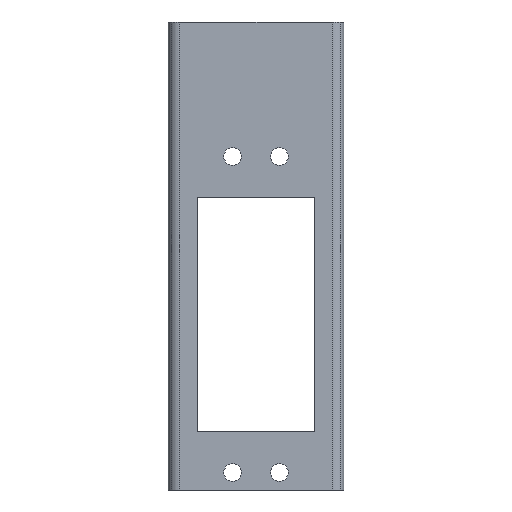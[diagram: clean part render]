
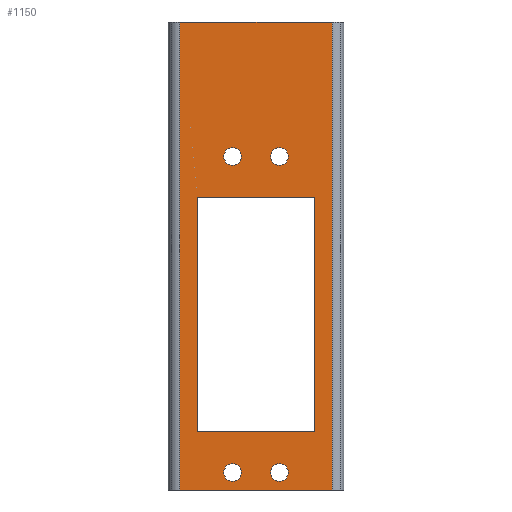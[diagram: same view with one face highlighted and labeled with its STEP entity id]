
A CAD part, front view. The second image highlights one B-rep face of the part: STEP entity #1150.
In plain terms, the highlighted planar face has unit normal (0, -1, 0).
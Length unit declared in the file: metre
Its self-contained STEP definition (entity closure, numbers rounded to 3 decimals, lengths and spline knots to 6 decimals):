
#2 = EDGE_CURVE ( 'NONE', #178, #1432, #142, .T. ) ;
#6 = CARTESIAN_POINT ( 'NONE',  ( 0., 0., 0. ) ) ;
#7 = CARTESIAN_POINT ( 'NONE',  ( -0.0155, 0., 0.007 ) ) ;
#19 = AXIS2_PLACEMENT_3D ( 'NONE', #1571, #1580, #1320 ) ;
#22 = VECTOR ( 'NONE', #1253, 1. ) ;
#23 = ORIENTED_EDGE ( 'NONE', *, *, #1116, .F. ) ;
#34 = EDGE_CURVE ( 'NONE', #1281, #76, #978, .T. ) ;
#35 = CARTESIAN_POINT ( 'NONE',  ( -0.006, 0., -0.047 ) ) ;
#42 = DIRECTION ( 'NONE',  ( 0., 1., 0. ) ) ;
#76 = VERTEX_POINT ( 'NONE', #923 ) ;
#86 = ORIENTED_EDGE ( 'NONE', *, *, #416, .T. ) ;
#89 = VERTEX_POINT ( 'NONE', #1175 ) ;
#96 = CARTESIAN_POINT ( 'NONE',  ( -0.025, 0., 0.03 ) ) ;
#131 = VERTEX_POINT ( 'NONE', #902 ) ;
#142 = LINE ( 'NONE', #6, #236 ) ;
#172 = EDGE_LOOP ( 'NONE', ( #1329, #591 ) ) ;
#174 = DIRECTION ( 'NONE',  ( 1., 0., 0. ) ) ;
#178 = VERTEX_POINT ( 'NONE', #349 ) ;
#191 = EDGE_CURVE ( 'NONE', #1432, #853, #1242, .T. ) ;
#209 = FACE_OUTER_BOUND ( 'NONE', #1392, .T. ) ;
#215 = DIRECTION ( 'NONE',  ( 1., 0., 0. ) ) ;
#221 = CARTESIAN_POINT ( 'NONE',  ( -0.02, 0., 0. ) ) ;
#225 = CARTESIAN_POINT ( 'NONE',  ( -0.023, 0., 0.03 ) ) ;
#236 = VECTOR ( 'NONE', #741, 1. ) ;
#239 = EDGE_CURVE ( 'NONE', #76, #1281, #263, .T. ) ;
#245 = VERTEX_POINT ( 'NONE', #408 ) ;
#263 = CIRCLE ( 'NONE', #478, 0.0015 ) ;
#285 = DIRECTION ( 'NONE',  ( 1., 0., 0. ) ) ;
#304 = CARTESIAN_POINT ( 'NONE',  ( -0.02, 0., -0.04 ) ) ;
#311 = VERTEX_POINT ( 'NONE', #376 ) ;
#346 = LINE ( 'NONE', #1219, #1049 ) ;
#349 = CARTESIAN_POINT ( 'NONE',  ( 0., 0., 0. ) ) ;
#356 = CIRCLE ( 'NONE', #19, 0.0015 ) ;
#359 = DIRECTION ( 'NONE',  ( 0., 1., 0. ) ) ;
#376 = CARTESIAN_POINT ( 'NONE',  ( -0.0075, 0., 0.007 ) ) ;
#401 = EDGE_LOOP ( 'NONE', ( #1621, #1526 ) ) ;
#408 = CARTESIAN_POINT ( 'NONE',  ( -0.0045, 0., 0.007 ) ) ;
#416 = EDGE_CURVE ( 'NONE', #89, #1534, #356, .T. ) ;
#417 = VECTOR ( 'NONE', #679, 1. ) ;
#427 = DIRECTION ( 'NONE',  ( 0., 0., -1. ) ) ;
#448 = VERTEX_POINT ( 'NONE', #453 ) ;
#453 = CARTESIAN_POINT ( 'NONE',  ( 0., 0., -0.04 ) ) ;
#472 = CIRCLE ( 'NONE', #1051, 0.0015 ) ;
#478 = AXIS2_PLACEMENT_3D ( 'NONE', #652, #1429, #1159 ) ;
#490 = DIRECTION ( 'NONE',  ( 1., 0., 0. ) ) ;
#508 = EDGE_CURVE ( 'NONE', #853, #448, #941, .T. ) ;
#519 = CIRCLE ( 'NONE', #727, 0.0015 ) ;
#538 = LINE ( 'NONE', #1190, #1017 ) ;
#541 = DIRECTION ( 'NONE',  ( 1., 0., 0. ) ) ;
#556 = LINE ( 'NONE', #791, #1080 ) ;
#570 = EDGE_CURVE ( 'NONE', #1156, #1629, #1495, .T. ) ;
#584 = ORIENTED_EDGE ( 'NONE', *, *, #1442, .F. ) ;
#591 = ORIENTED_EDGE ( 'NONE', *, *, #1347, .T. ) ;
#601 = DIRECTION ( 'NONE',  ( -1., 0., 0. ) ) ;
#606 = FACE_BOUND ( 'NONE', #172, .T. ) ;
#608 = ORIENTED_EDGE ( 'NONE', *, *, #1395, .F. ) ;
#631 = EDGE_CURVE ( 'NONE', #311, #245, #699, .T. ) ;
#634 = ORIENTED_EDGE ( 'NONE', *, *, #191, .F. ) ;
#646 = AXIS2_PLACEMENT_3D ( 'NONE', #1568, #42, #541 ) ;
#652 = CARTESIAN_POINT ( 'NONE',  ( -0.014, 0., 0.007 ) ) ;
#655 = ORIENTED_EDGE ( 'NONE', *, *, #570, .F. ) ;
#659 = VECTOR ( 'NONE', #1235, 1. ) ;
#666 = CARTESIAN_POINT ( 'NONE',  ( 0.003, 0., -0.05 ) ) ;
#668 = CARTESIAN_POINT ( 'NONE',  ( 0.003, 0., 0.03 ) ) ;
#669 = ORIENTED_EDGE ( 'NONE', *, *, #812, .F. ) ;
#679 = DIRECTION ( 'NONE',  ( 1., 0., 0. ) ) ;
#692 = CARTESIAN_POINT ( 'NONE',  ( -0.014, 0., -0.047 ) ) ;
#699 = CIRCLE ( 'NONE', #1183, 0.0015 ) ;
#714 = FACE_BOUND ( 'NONE', #719, .T. ) ;
#719 = EDGE_LOOP ( 'NONE', ( #1095, #927 ) ) ;
#727 = AXIS2_PLACEMENT_3D ( 'NONE', #35, #1002, #285 ) ;
#741 = DIRECTION ( 'NONE',  ( -1., 0., 0. ) ) ;
#779 = EDGE_LOOP ( 'NONE', ( #1094, #669, #1067, #634 ) ) ;
#791 = CARTESIAN_POINT ( 'NONE',  ( 0.003, 0., 0.01 ) ) ;
#804 = EDGE_CURVE ( 'NONE', #1534, #89, #519, .T. ) ;
#812 = EDGE_CURVE ( 'NONE', #448, #178, #1508, .T. ) ;
#817 = CARTESIAN_POINT ( 'NONE',  ( -0.023, 0., -0.05 ) ) ;
#836 = DIRECTION ( 'NONE',  ( 1., 0., 0. ) ) ;
#843 = PLANE ( 'NONE',  #1641 ) ;
#853 = VERTEX_POINT ( 'NONE', #1008 ) ;
#902 = CARTESIAN_POINT ( 'NONE',  ( -0.0155, 0., -0.047 ) ) ;
#922 = CARTESIAN_POINT ( 'NONE',  ( -0.02, 0., 0. ) ) ;
#923 = CARTESIAN_POINT ( 'NONE',  ( -0.0125, 0., 0.007 ) ) ;
#927 = ORIENTED_EDGE ( 'NONE', *, *, #34, .T. ) ;
#940 = CIRCLE ( 'NONE', #646, 0.0015 ) ;
#941 = LINE ( 'NONE', #304, #417 ) ;
#942 = CIRCLE ( 'NONE', #1365, 0.0015 ) ;
#959 = DIRECTION ( 'NONE',  ( 1., 0., 0. ) ) ;
#971 = FACE_BOUND ( 'NONE', #1350, .T. ) ;
#976 = EDGE_CURVE ( 'NONE', #245, #311, #940, .T. ) ;
#978 = CIRCLE ( 'NONE', #1601, 0.0015 ) ;
#999 = DIRECTION ( 'NONE',  ( 0., 1., 0. ) ) ;
#1002 = DIRECTION ( 'NONE',  ( 0., 1., 0. ) ) ;
#1008 = CARTESIAN_POINT ( 'NONE',  ( -0.02, 0., -0.04 ) ) ;
#1015 = VERTEX_POINT ( 'NONE', #666 ) ;
#1017 = VECTOR ( 'NONE', #1292, 1. ) ;
#1048 = DIRECTION ( 'NONE',  ( 0., 1., 0. ) ) ;
#1049 = VECTOR ( 'NONE', #601, 1. ) ;
#1051 = AXIS2_PLACEMENT_3D ( 'NONE', #692, #1048, #174 ) ;
#1067 = ORIENTED_EDGE ( 'NONE', *, *, #508, .F. ) ;
#1080 = VECTOR ( 'NONE', #427, 1. ) ;
#1094 = ORIENTED_EDGE ( 'NONE', *, *, #2, .F. ) ;
#1095 = ORIENTED_EDGE ( 'NONE', *, *, #239, .T. ) ;
#1096 = CARTESIAN_POINT ( 'NONE',  ( -0.0125, 0., -0.047 ) ) ;
#1101 = CARTESIAN_POINT ( 'NONE',  ( -0.006, 0., 0.007 ) ) ;
#1116 = EDGE_CURVE ( 'NONE', #1015, #1558, #346, .T. ) ;
#1124 = CARTESIAN_POINT ( 'NONE',  ( -0.0045, 0., -0.047 ) ) ;
#1144 = CARTESIAN_POINT ( 'NONE',  ( 0., 0., -0.04 ) ) ;
#1150 = ADVANCED_FACE ( 'NONE', ( #209, #1615, #606, #714, #971, #1487 ), #843, .F. ) ;
#1156 = VERTEX_POINT ( 'NONE', #225 ) ;
#1159 = DIRECTION ( 'NONE',  ( 1., 0., 0. ) ) ;
#1175 = CARTESIAN_POINT ( 'NONE',  ( -0.0075, 0., -0.047 ) ) ;
#1183 = AXIS2_PLACEMENT_3D ( 'NONE', #1101, #1342, #836 ) ;
#1190 = CARTESIAN_POINT ( 'NONE',  ( -0.023, 0., -0.03 ) ) ;
#1219 = CARTESIAN_POINT ( 'NONE',  ( 0.005, 0., -0.05 ) ) ;
#1225 = CARTESIAN_POINT ( 'NONE',  ( -0.014, 0., -0.047 ) ) ;
#1235 = DIRECTION ( 'NONE',  ( 0., 0., -1. ) ) ;
#1242 = LINE ( 'NONE', #221, #659 ) ;
#1253 = DIRECTION ( 'NONE',  ( 0., 0., 1. ) ) ;
#1254 = VECTOR ( 'NONE', #1371, 1. ) ;
#1281 = VERTEX_POINT ( 'NONE', #7 ) ;
#1292 = DIRECTION ( 'NONE',  ( 0., 0., 1. ) ) ;
#1320 = DIRECTION ( 'NONE',  ( 1., 0., 0. ) ) ;
#1329 = ORIENTED_EDGE ( 'NONE', *, *, #1583, .T. ) ;
#1342 = DIRECTION ( 'NONE',  ( 0., 1., 0. ) ) ;
#1347 = EDGE_CURVE ( 'NONE', #131, #1519, #472, .T. ) ;
#1350 = EDGE_LOOP ( 'NONE', ( #1498, #86 ) ) ;
#1353 = CARTESIAN_POINT ( 'NONE',  ( -0.01, 0., -0.01 ) ) ;
#1365 = AXIS2_PLACEMENT_3D ( 'NONE', #1225, #1379, #959 ) ;
#1371 = DIRECTION ( 'NONE',  ( 1., 0., 0. ) ) ;
#1379 = DIRECTION ( 'NONE',  ( 0., 1., 0. ) ) ;
#1392 = EDGE_LOOP ( 'NONE', ( #608, #655, #584, #23 ) ) ;
#1395 = EDGE_CURVE ( 'NONE', #1629, #1015, #556, .T. ) ;
#1429 = DIRECTION ( 'NONE',  ( 0., 1., 0. ) ) ;
#1432 = VERTEX_POINT ( 'NONE', #922 ) ;
#1442 = EDGE_CURVE ( 'NONE', #1558, #1156, #538, .T. ) ;
#1487 = FACE_BOUND ( 'NONE', #779, .T. ) ;
#1495 = LINE ( 'NONE', #96, #1254 ) ;
#1498 = ORIENTED_EDGE ( 'NONE', *, *, #804, .T. ) ;
#1508 = LINE ( 'NONE', #1144, #22 ) ;
#1519 = VERTEX_POINT ( 'NONE', #1096 ) ;
#1526 = ORIENTED_EDGE ( 'NONE', *, *, #631, .T. ) ;
#1534 = VERTEX_POINT ( 'NONE', #1124 ) ;
#1558 = VERTEX_POINT ( 'NONE', #817 ) ;
#1568 = CARTESIAN_POINT ( 'NONE',  ( -0.006, 0., 0.007 ) ) ;
#1571 = CARTESIAN_POINT ( 'NONE',  ( -0.006, 0., -0.047 ) ) ;
#1580 = DIRECTION ( 'NONE',  ( 0., 1., 0. ) ) ;
#1583 = EDGE_CURVE ( 'NONE', #1519, #131, #942, .T. ) ;
#1601 = AXIS2_PLACEMENT_3D ( 'NONE', #1636, #999, #490 ) ;
#1615 = FACE_BOUND ( 'NONE', #401, .T. ) ;
#1621 = ORIENTED_EDGE ( 'NONE', *, *, #976, .T. ) ;
#1629 = VERTEX_POINT ( 'NONE', #668 ) ;
#1636 = CARTESIAN_POINT ( 'NONE',  ( -0.014, 0., 0.007 ) ) ;
#1641 = AXIS2_PLACEMENT_3D ( 'NONE', #1353, #359, #215 ) ;
